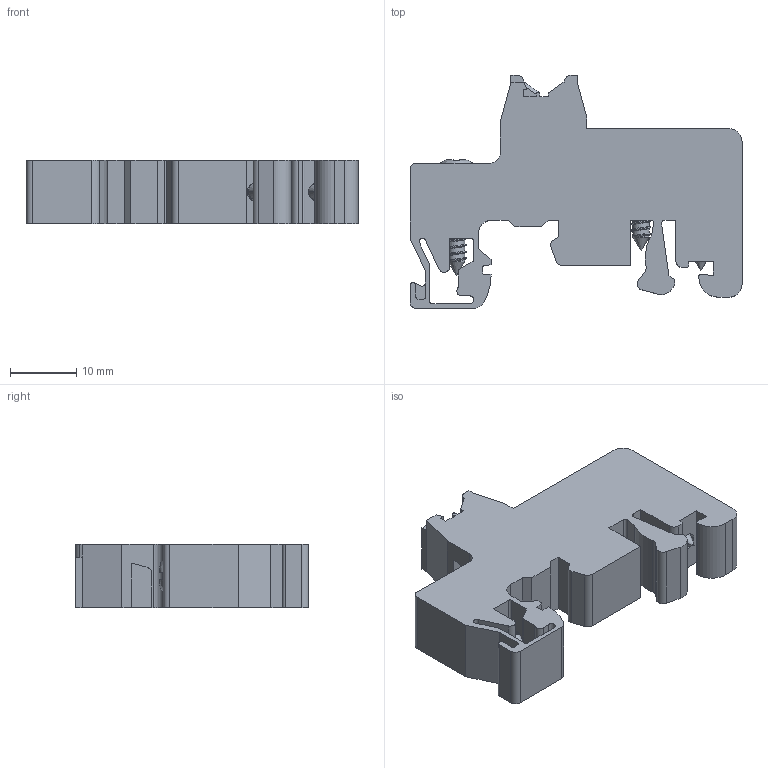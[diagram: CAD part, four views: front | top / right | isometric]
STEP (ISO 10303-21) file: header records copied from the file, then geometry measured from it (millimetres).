
FILE_DESCRIPTION((''),'2;1');
FILE_NAME('5YB574465_ASM_1_ASM','2021-07-24T',('Administrator'),(''),'PRO/ENGINEER BY PARAMETRIC TECHNOLOGY CORPORATION, 2013230','PRO/ENGINEER BY PARAMETRIC TECHNOLOGY CORPORATION, 2013230','');
FILE_SCHEMA(('CONFIG_CONTROL_DESIGN'));
Length unit declared in the file: millimetre
Products named in the file (3): 8YB754494_1; 8YB908163_1; 5YB574465_ASM_1_ASM
Assembly tree (4 placements, depth 2):
  5YB574465_ASM_1_ASM
    8YB754494_1
    8YB908163_1  x3
Bounding box: 50 x 35.1 x 9.5 mm (x, y, z)
Volume: 9185.3 mm3; surface area: 5993.5 mm2
Topology: 4 solids, 4 shells, 369 faces, 1060 edges, 697 vertices
Faces by surface type: plane 160, cylinder 138, bspline 45, cone 20, torus 6
Entity records: 12132 total; most frequent: CARTESIAN_POINT 5927, ORIENTED_EDGE 1356, DIRECTION 1183, EDGE_CURVE 678, VERTEX_POINT 451, VECTOR 411, LINE 411, AXIS2_PLACEMENT_3D 386
